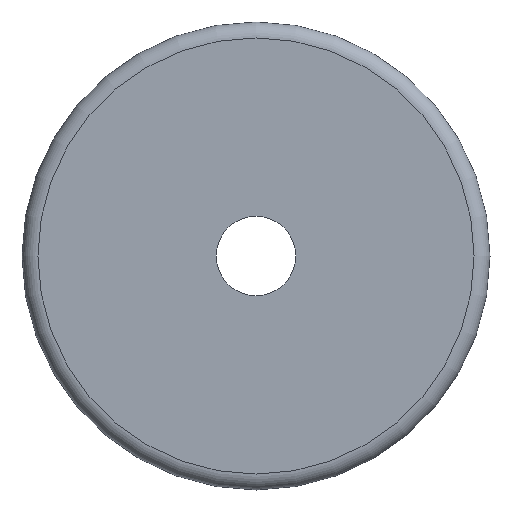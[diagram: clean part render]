
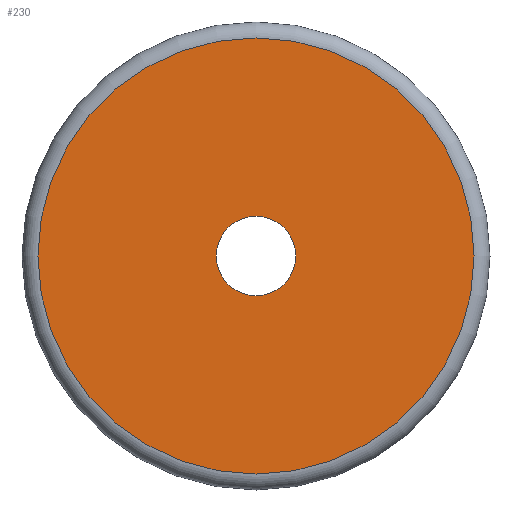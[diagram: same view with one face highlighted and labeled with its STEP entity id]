
A CAD part, left-side view. The second image highlights one B-rep face of the part: STEP entity #230.
In plain terms, the highlighted planar face has unit normal (-1, 0, 0).
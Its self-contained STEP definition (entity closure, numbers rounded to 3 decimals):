
#44=FACE_BOUND('',#68,.T.);
#50=FACE_OUTER_BOUND('',#67,.T.);
#67=EDGE_LOOP('',(#170));
#68=EDGE_LOOP('',(#171));
#85=CIRCLE('',#265,2.5);
#86=CIRCLE('',#267,13.7);
#110=VERTEX_POINT('',#401);
#111=VERTEX_POINT('',#405);
#133=EDGE_CURVE('',#110,#110,#85,.T.);
#134=EDGE_CURVE('',#111,#111,#86,.T.);
#170=ORIENTED_EDGE('',*,*,#134,.F.);
#171=ORIENTED_EDGE('',*,*,#133,.T.);
#224=PLANE('',#266);
#230=ADVANCED_FACE('',(#50,#44),#224,.T.);
#265=AXIS2_PLACEMENT_3D('',#403,#318,#319);
#266=AXIS2_PLACEMENT_3D('',#404,#320,#321);
#267=AXIS2_PLACEMENT_3D('',#406,#322,#323);
#318=DIRECTION('center_axis',(1.,0.,0.));
#319=DIRECTION('ref_axis',(0.,0.,-1.));
#320=DIRECTION('center_axis',(-1.,0.,0.));
#321=DIRECTION('ref_axis',(0.,0.,1.));
#322=DIRECTION('center_axis',(1.,0.,0.));
#323=DIRECTION('ref_axis',(0.,0.,-1.));
#401=CARTESIAN_POINT('',(-39.3,-8.5,0.));
#403=CARTESIAN_POINT('Origin',(-39.3,-6.,0.));
#404=CARTESIAN_POINT('Origin',(-39.3,7.7,0.));
#405=CARTESIAN_POINT('',(-39.3,-6.,13.7));
#406=CARTESIAN_POINT('Origin',(-39.3,-6.,0.));
